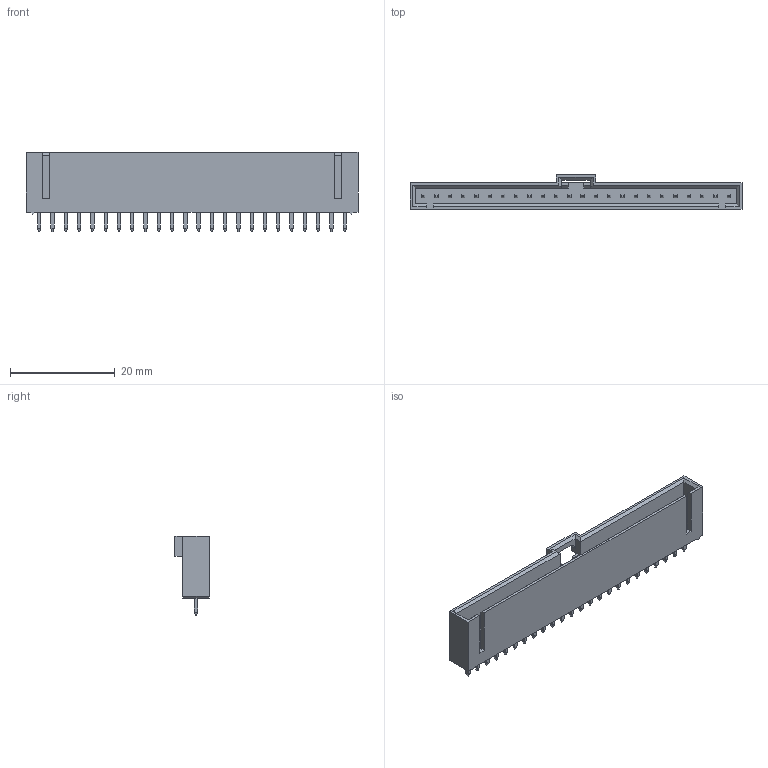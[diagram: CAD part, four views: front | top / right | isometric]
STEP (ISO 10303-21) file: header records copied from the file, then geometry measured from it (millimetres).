
FILE_DESCRIPTION((''),'2;1');
FILE_NAME('705430058','2017-02-22T',('ghp'),(''),'PRO/ENGINEER BY PARAMETRIC TECHNOLOGY CORPORATION, 2012310','PRO/ENGINEER BY PARAMETRIC TECHNOLOGY CORPORATION, 2012310','');
FILE_SCHEMA(('CONFIG_CONTROL_DESIGN'));
Length unit declared in the file: inch
Products named in the file (1): 705430058
Bounding box: 63.5 x 6.6 x 15.11 mm (x, y, z)
Volume: 2055.6 mm3; surface area: 3872.4 mm2
Topology: 1 solids, 1 shells, 489 faces, 1169 edges, 728 vertices
Faces by surface type: plane 487, cylinder 2
Entity records: 13636 total; most frequent: CARTESIAN_POINT 2339, ORIENTED_EDGE 2242, DIRECTION 2201, EDGE_CURVE 1121, VECTOR 1117, LINE 1117, VERTEX_POINT 680, AXIS2_PLACEMENT_3D 542
